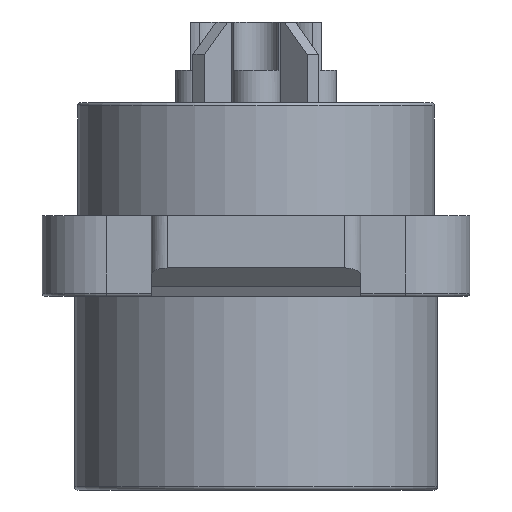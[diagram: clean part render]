
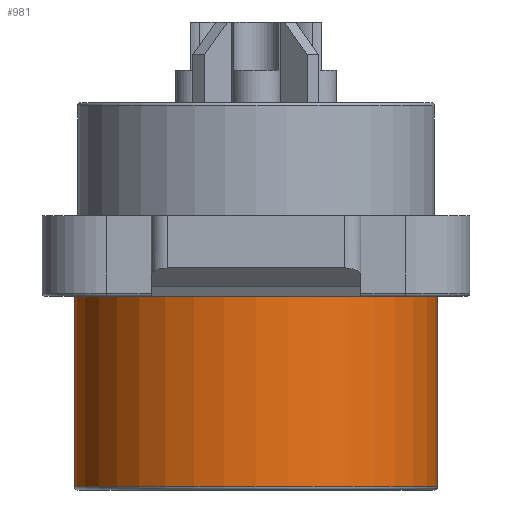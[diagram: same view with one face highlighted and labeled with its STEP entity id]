
A CAD part, front view. The second image highlights one B-rep face of the part: STEP entity #981.
In plain terms, the highlighted cylindrical face has radius 11.25 mm (diameter 22.5 mm), a full revolution.
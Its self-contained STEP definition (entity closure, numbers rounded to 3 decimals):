
#895 = TOROIDAL_SURFACE('',#896,11.05,0.2);
#896 = AXIS2_PLACEMENT_3D('',#897,#898,#899);
#897 = CARTESIAN_POINT('',(13.25,15.6,-11.8));
#898 = DIRECTION('',(0.,0.,-1.));
#899 = DIRECTION('',(1.,0.,0.));
#930 = VERTEX_POINT('',#931);
#931 = CARTESIAN_POINT('',(24.5,15.6,-11.8));
#953 = EDGE_CURVE('',#930,#930,#954,.T.);
#954 = SURFACE_CURVE('',#955,(#960,#967),.PCURVE_S1.);
#955 = CIRCLE('',#956,11.25);
#956 = AXIS2_PLACEMENT_3D('',#957,#958,#959);
#957 = CARTESIAN_POINT('',(13.25,15.6,-11.8));
#958 = DIRECTION('',(0.,0.,-1.));
#959 = DIRECTION('',(1.,0.,0.));
#960 = PCURVE('',#895,#961);
#961 = DEFINITIONAL_REPRESENTATION('',(#962),#966);
#962 = LINE('',#963,#964);
#963 = CARTESIAN_POINT('',(0.,0.));
#964 = VECTOR('',#965,1.);
#965 = DIRECTION('',(1.,0.));
#966 = ( GEOMETRIC_REPRESENTATION_CONTEXT(2) 
PARAMETRIC_REPRESENTATION_CONTEXT() REPRESENTATION_CONTEXT('2D SPACE',''
  ) );
#967 = PCURVE('',#968,#973);
#968 = CYLINDRICAL_SURFACE('',#969,11.25);
#969 = AXIS2_PLACEMENT_3D('',#970,#971,#972);
#970 = CARTESIAN_POINT('',(13.25,15.6,0.));
#971 = DIRECTION('',(0.,0.,1.));
#972 = DIRECTION('',(1.,0.,0.));
#973 = DEFINITIONAL_REPRESENTATION('',(#974),#978);
#974 = LINE('',#975,#976);
#975 = CARTESIAN_POINT('',(-0.,-11.8));
#976 = VECTOR('',#977,1.);
#977 = DIRECTION('',(-1.,0.));
#978 = ( GEOMETRIC_REPRESENTATION_CONTEXT(2) 
PARAMETRIC_REPRESENTATION_CONTEXT() REPRESENTATION_CONTEXT('2D SPACE',''
  ) );
#981 = ADVANCED_FACE('',(#982),#968,.T.);
#982 = FACE_BOUND('',#983,.F.);
#983 = EDGE_LOOP('',(#984,#1007,#1008,#1009));
#984 = ORIENTED_EDGE('',*,*,#985,.T.);
#985 = EDGE_CURVE('',#986,#930,#988,.T.);
#986 = VERTEX_POINT('',#987);
#987 = CARTESIAN_POINT('',(24.5,15.6,0.));
#988 = SEAM_CURVE('',#989,(#993,#1000),.PCURVE_S1.);
#989 = LINE('',#990,#991);
#990 = CARTESIAN_POINT('',(24.5,15.6,0.));
#991 = VECTOR('',#992,1.);
#992 = DIRECTION('',(0.,0.,-1.));
#993 = PCURVE('',#968,#994);
#994 = DEFINITIONAL_REPRESENTATION('',(#995),#999);
#995 = LINE('',#996,#997);
#996 = CARTESIAN_POINT('',(-0.,0.));
#997 = VECTOR('',#998,1.);
#998 = DIRECTION('',(-0.,-1.));
#999 = ( GEOMETRIC_REPRESENTATION_CONTEXT(2) 
PARAMETRIC_REPRESENTATION_CONTEXT() REPRESENTATION_CONTEXT('2D SPACE',''
  ) );
#1000 = PCURVE('',#968,#1001);
#1001 = DEFINITIONAL_REPRESENTATION('',(#1002),#1006);
#1002 = LINE('',#1003,#1004);
#1003 = CARTESIAN_POINT('',(-6.283,0.));
#1004 = VECTOR('',#1005,1.);
#1005 = DIRECTION('',(-0.,-1.));
#1006 = ( GEOMETRIC_REPRESENTATION_CONTEXT(2) 
PARAMETRIC_REPRESENTATION_CONTEXT() REPRESENTATION_CONTEXT('2D SPACE',''
  ) );
#1007 = ORIENTED_EDGE('',*,*,#953,.T.);
#1008 = ORIENTED_EDGE('',*,*,#985,.F.);
#1009 = ORIENTED_EDGE('',*,*,#1010,.F.);
#1010 = EDGE_CURVE('',#986,#986,#1011,.T.);
#1011 = SURFACE_CURVE('',#1012,(#1017,#1024),.PCURVE_S1.);
#1012 = CIRCLE('',#1013,11.25);
#1013 = AXIS2_PLACEMENT_3D('',#1014,#1015,#1016);
#1014 = CARTESIAN_POINT('',(13.25,15.6,0.));
#1015 = DIRECTION('',(0.,0.,-1.));
#1016 = DIRECTION('',(1.,0.,0.));
#1017 = PCURVE('',#968,#1018);
#1018 = DEFINITIONAL_REPRESENTATION('',(#1019),#1023);
#1019 = LINE('',#1020,#1021);
#1020 = CARTESIAN_POINT('',(-0.,0.));
#1021 = VECTOR('',#1022,1.);
#1022 = DIRECTION('',(-1.,0.));
#1023 = ( GEOMETRIC_REPRESENTATION_CONTEXT(2) 
PARAMETRIC_REPRESENTATION_CONTEXT() REPRESENTATION_CONTEXT('2D SPACE',''
  ) );
#1024 = PCURVE('',#1025,#1030);
#1025 = PLANE('',#1026);
#1026 = AXIS2_PLACEMENT_3D('',#1027,#1028,#1029);
#1027 = CARTESIAN_POINT('',(13.25,15.6,0.));
#1028 = DIRECTION('',(0.,0.,1.));
#1029 = DIRECTION('',(1.,0.,0.));
#1030 = DEFINITIONAL_REPRESENTATION('',(#1031),#1039);
#1031 = ( BOUNDED_CURVE() B_SPLINE_CURVE(2,(#1032,#1033,#1034,#1035,
#1036,#1037,#1038),.UNSPECIFIED.,.T.,.F.) B_SPLINE_CURVE_WITH_KNOTS((1,2
    ,2,2,2,1),(-2.094,0.,2.094,4.189,
6.283,8.378),.UNSPECIFIED.) CURVE() 
GEOMETRIC_REPRESENTATION_ITEM() RATIONAL_B_SPLINE_CURVE((1.,0.5,1.,0.5,
1.,0.5,1.)) REPRESENTATION_ITEM('') );
#1032 = CARTESIAN_POINT('',(11.25,0.));
#1033 = CARTESIAN_POINT('',(11.25,-19.486));
#1034 = CARTESIAN_POINT('',(-5.625,-9.743));
#1035 = CARTESIAN_POINT('',(-22.5,0.));
#1036 = CARTESIAN_POINT('',(-5.625,9.743));
#1037 = CARTESIAN_POINT('',(11.25,19.486));
#1038 = CARTESIAN_POINT('',(11.25,0.));
#1039 = ( GEOMETRIC_REPRESENTATION_CONTEXT(2) 
PARAMETRIC_REPRESENTATION_CONTEXT() REPRESENTATION_CONTEXT('2D SPACE',''
  ) );
